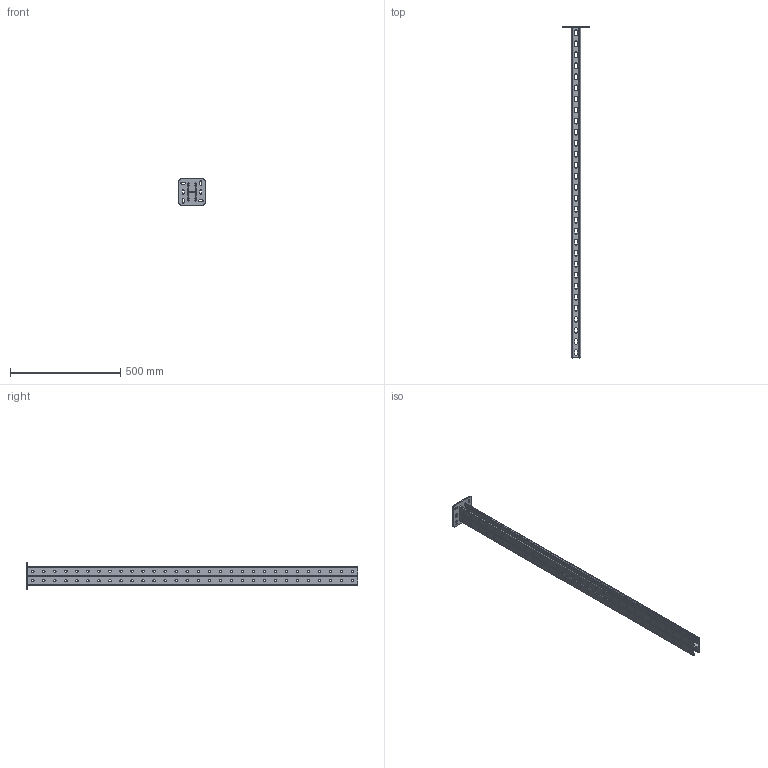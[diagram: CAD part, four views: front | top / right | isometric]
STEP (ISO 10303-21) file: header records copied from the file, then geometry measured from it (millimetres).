
FILE_DESCRIPTION (( 'STEP AP203' ), '1' );
FILE_NAME ('Ïîäâåñ BSD-41_BSD4115.STEP', '2012-11-16T09:00:09', ( 'Àñååâ' ), ( '' ), 'SwSTEP 2.0', 'SolidWorks 2012', '' );
FILE_SCHEMA (( 'CONFIG_CONTROL_DESIGN' ));
Length unit declared in the file: millimetre
Products named in the file (1): 砐鳱殥 BSD-41_BSD4115
Bounding box: 120 x 1506 x 120 mm (x, y, z)
Volume: 1072903.8 mm3; surface area: 774504.2 mm2
Topology: 1 solids, 1 shells, 329 faces, 1098 edges, 772 vertices
Faces by surface type: cylinder 220, plane 109
Full cylindrical faces by diameter (mm): 10.5 x120
Entity records: 11333 total; most frequent: DIRECTION 1958, CARTESIAN_POINT 1840, ORIENTED_EDGE 1716, EDGE_CURVE 858, AXIS2_PLACEMENT_3D 770, EDGE_LOOP 762, VERTEX_POINT 652, FACE_OUTER_BOUND 449
